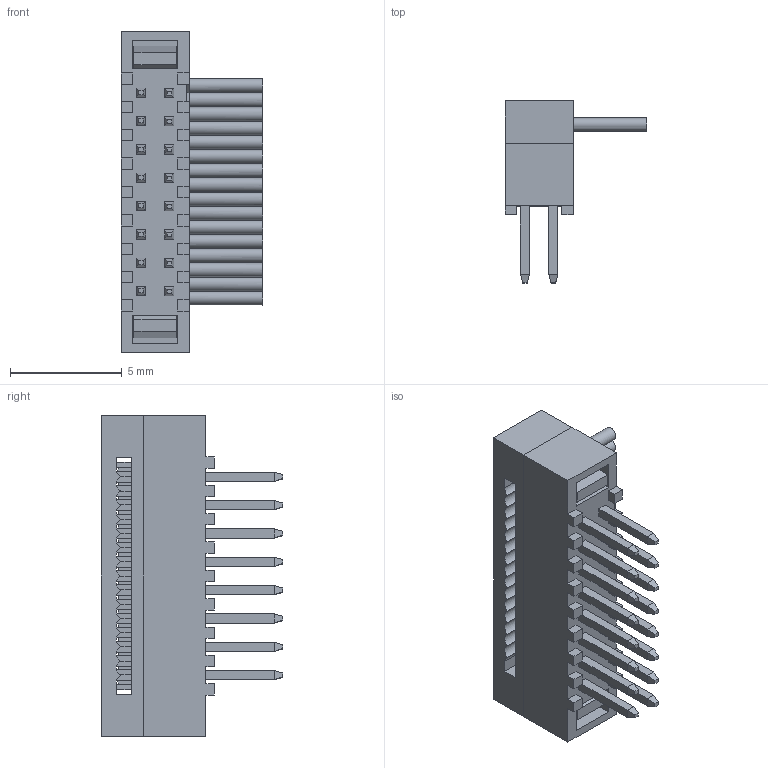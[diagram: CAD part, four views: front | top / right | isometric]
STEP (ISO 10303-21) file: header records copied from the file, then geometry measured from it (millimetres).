
FILE_DESCRIPTION(/* description */ ('STEP AP203'),/* implementation_level */ '2;1');
FILE_NAME(/* name */ 'FFMD-08-S-02.00-01',/* time_stamp */ '2023-04-21T19:38:34+02:00',/* author */ ('License CC BY-ND 4.0'),/* organization */ ('CADENAS'),/* preprocessor_version */ 'ST-DEVELOPER v19.3',/* originating_system */ 'PARTsolutions',/* authorisation */ ' ');
FILE_SCHEMA (('CONFIG_CONTROL_DESIGN'));
Length unit declared in the file: inch
Products named in the file (4): FFMD-08-S-02.00-01; FFMD-08_pin; FFMD-08_ub; FFMD-08S_lb
Assembly tree (4 placements, depth 2):
  FFMD-08-S-02.00-01
    FFMD-08_pin  x2
    FFMD-08_ub
    FFMD-08S_lb
Bounding box: 6.35 x 8.15 x 14.35 mm (x, y, z)
Volume: 193.6 mm3; surface area: 960.1 mm2
Topology: 4 solids, 4 shells, 1030 faces, 3062 edges, 1998 vertices
Faces by surface type: plane 920, cylinder 110
Entity records: 28855 total; most frequent: CARTESIAN_POINT 4789, ORIENTED_EDGE 4772, DIRECTION 4212, EDGE_CURVE 2386, LINE 2122, VECTOR 2122, VERTEX_POINT 1558, AXIS2_PLACEMENT_3D 1045
